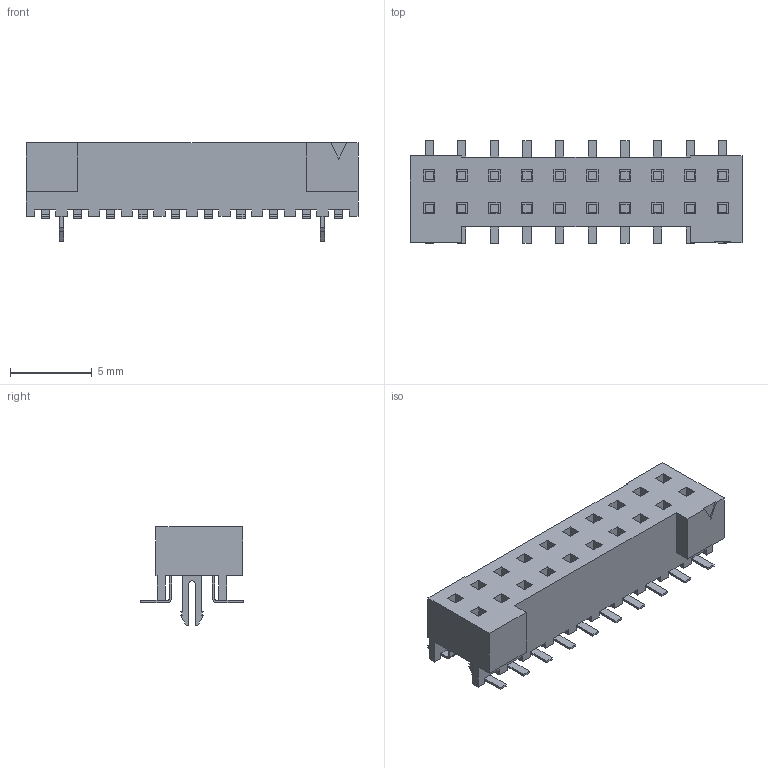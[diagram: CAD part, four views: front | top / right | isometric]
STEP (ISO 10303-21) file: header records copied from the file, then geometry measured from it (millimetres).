
FILE_DESCRIPTION(/* description */ (''),/* implementation_level */ '2;1');
FILE_NAME(/* name */ 'SAMTEC_S2M-110-02-S-D-LC-K-TR.stp',/* time_stamp */ '2017-06-26T14:10:38+02:00',/* author */ ('jwickham'),/* organization */ (''),/* preprocessor_version */ 'ST-DEVELOPER v16.5',/* originating_system */ 'AutoCAD Mechanical',/* authorisation */ ' ');
FILE_SCHEMA (('AUTOMOTIVE_DESIGN { 1 0 10303 214 3 1 1 }'));
Length unit declared in the file: millimetre
Products named in the file (1): Product
Bounding box: 20.35 x 6.3 x 6.04 mm (x, y, z)
Volume: 314.8 mm3; surface area: 1063.3 mm2
Topology: 41 solids, 41 shells, 809 faces, 2069 edges, 1366 vertices
Faces by surface type: plane 767, cylinder 42
Entity records: 24153 total; most frequent: CARTESIAN_POINT 4245, ORIENTED_EDGE 4138, DIRECTION 3773, EDGE_CURVE 2069, LINE 1985, VECTOR 1985, VERTEX_POINT 1366, EDGE_LOOP 913
